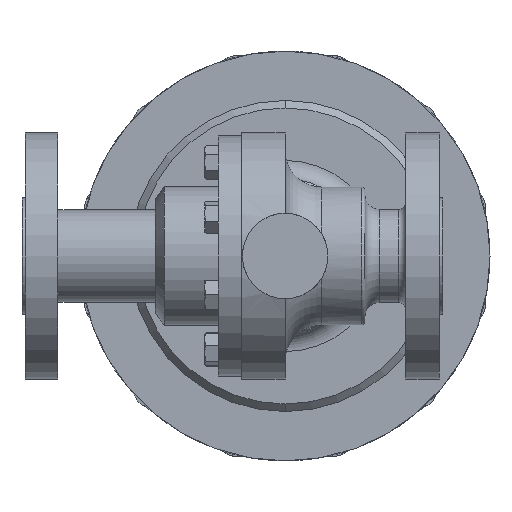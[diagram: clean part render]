
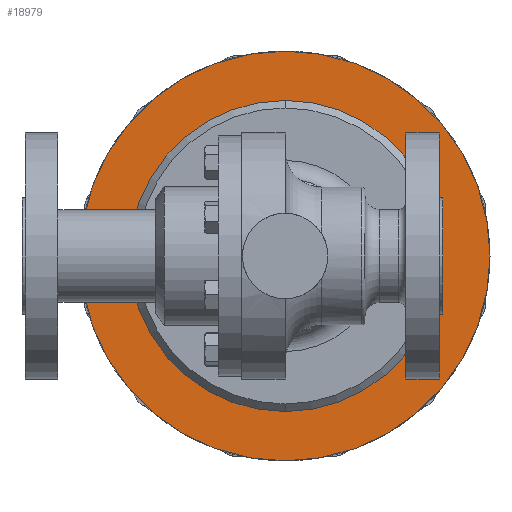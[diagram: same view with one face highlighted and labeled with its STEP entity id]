
A CAD part, front view. The second image highlights one B-rep face of the part: STEP entity #18979.
In plain terms, the highlighted planar face has unit normal (0, -1, 0).
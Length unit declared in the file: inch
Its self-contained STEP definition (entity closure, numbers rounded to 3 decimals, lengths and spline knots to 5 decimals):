
#495 = CARTESIAN_POINT ( 'NONE',  ( 0., 3.6, 0. ) ) ;
#785 = CIRCLE ( 'NONE', #5135, 3.53 ) ;
#2456 = CARTESIAN_POINT ( 'NONE',  ( 0., 3.6, 0. ) ) ;
#2764 = DIRECTION ( 'NONE',  ( 0., 0., 1. ) ) ;
#4686 = CARTESIAN_POINT ( 'NONE',  ( 0., 3.6, 0. ) ) ;
#4708 = DIRECTION ( 'NONE',  ( 0., 0., 1. ) ) ;
#4870 = CARTESIAN_POINT ( 'NONE',  ( -3.69, 3.6, 0. ) ) ;
#5135 = AXIS2_PLACEMENT_3D ( 'NONE', #495, #16304, #2764 ) ;
#5328 = EDGE_CURVE ( 'NONE', #8327, #16236, #13620, .T. ) ;
#5508 = CARTESIAN_POINT ( 'NONE',  ( 0., 3.6, 2.68 ) ) ;
#6985 = DIRECTION ( 'NONE',  ( 0., 0., -1. ) ) ;
#8027 = CARTESIAN_POINT ( 'NONE',  ( 0., 3.6, -3.53 ) ) ;
#8327 = VERTEX_POINT ( 'NONE', #17550 ) ;
#8735 = CIRCLE ( 'NONE', #11074, 2.68 ) ;
#9506 = AXIS2_PLACEMENT_3D ( 'NONE', #4870, #27268, #25179 ) ;
#9593 = CARTESIAN_POINT ( 'NONE',  ( 0., 3.6, 0. ) ) ;
#11069 = ORIENTED_EDGE ( 'NONE', *, *, #5328, .T. ) ;
#11074 = AXIS2_PLACEMENT_3D ( 'NONE', #4686, #20473, #6985 ) ;
#11798 = EDGE_CURVE ( 'NONE', #16236, #8327, #785, .T. ) ;
#11894 = DIRECTION ( 'NONE',  ( 0., 0., -1. ) ) ;
#12548 = AXIS2_PLACEMENT_3D ( 'NONE', #9593, #25376, #11894 ) ;
#13105 = ORIENTED_EDGE ( 'NONE', *, *, #22696, .F. ) ;
#13330 = FACE_OUTER_BOUND ( 'NONE', #17910, .T. ) ;
#13620 = CIRCLE ( 'NONE', #28647, 3.53 ) ;
#14742 = CARTESIAN_POINT ( 'NONE',  ( 0., 3.6, -2.68 ) ) ;
#16236 = VERTEX_POINT ( 'NONE', #8027 ) ;
#16304 = DIRECTION ( 'NONE',  ( 0., -1., 0. ) ) ;
#16731 = EDGE_LOOP ( 'NONE', ( #13105, #20770 ) ) ;
#17550 = CARTESIAN_POINT ( 'NONE',  ( 0., 3.6, 3.53 ) ) ;
#17910 = EDGE_LOOP ( 'NONE', ( #11069, #22249 ) ) ;
#18251 = DIRECTION ( 'NONE',  ( 0., -1., 0. ) ) ;
#18584 = FACE_BOUND ( 'NONE', #16731, .T. ) ;
#18979 = ADVANCED_FACE ( 'NONE', ( #13330, #18584 ), #22900, .F. ) ;
#19060 = EDGE_CURVE ( 'NONE', #24792, #25403, #24589, .T. ) ;
#20473 = DIRECTION ( 'NONE',  ( 0., -1., 0. ) ) ;
#20770 = ORIENTED_EDGE ( 'NONE', *, *, #19060, .F. ) ;
#22249 = ORIENTED_EDGE ( 'NONE', *, *, #11798, .T. ) ;
#22696 = EDGE_CURVE ( 'NONE', #25403, #24792, #8735, .T. ) ;
#22900 = PLANE ( 'NONE',  #9506 ) ;
#24589 = CIRCLE ( 'NONE', #12548, 2.68 ) ;
#24792 = VERTEX_POINT ( 'NONE', #14742 ) ;
#25179 = DIRECTION ( 'NONE',  ( 0., 0., 1. ) ) ;
#25376 = DIRECTION ( 'NONE',  ( 0., -1., 0. ) ) ;
#25403 = VERTEX_POINT ( 'NONE', #5508 ) ;
#27268 = DIRECTION ( 'NONE',  ( 0., 1., 0. ) ) ;
#28647 = AXIS2_PLACEMENT_3D ( 'NONE', #2456, #18251, #4708 ) ;
